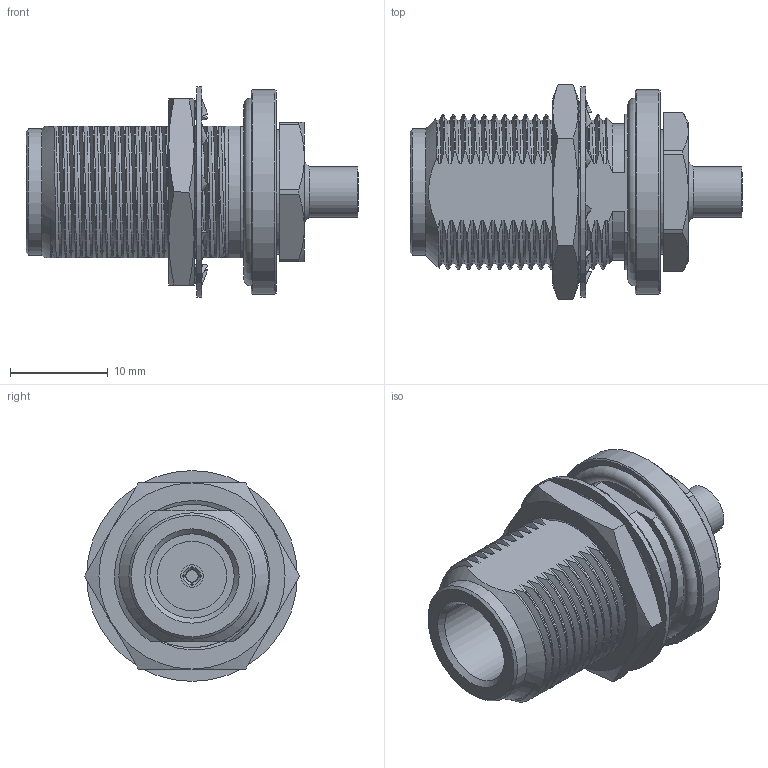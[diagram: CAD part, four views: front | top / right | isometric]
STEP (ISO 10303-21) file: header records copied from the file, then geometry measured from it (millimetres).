
FILE_DESCRIPTION (( 'STEP AP203' ), '1' );
FILE_NAME ('PE4654_3D.step', '2021-05-04T22:37:42', ( '' ), ( '' ), 'SwSTEP 2.0', 'SolidWorks 2020', '' );
FILE_SCHEMA (( 'CONFIG_CONTROL_DESIGN' ));
Products named in the file (1): PE4654_3D
Bounding box: 34 x 22 x 21.59 mm (x, y, z)
Volume: 5122.7 mm3; surface area: 4319.9 mm2
Topology: 4 solids, 4 shells, 308 faces, 893 edges, 600 vertices
Faces by surface type: bspline 148, cylinder 71, plane 55, cone 33, torus 1
Full cylindrical faces by diameter (mm): 1.27 x1, 2.286 x1, 3.7 x1, 5.224 x1, 7.112 x1, 8.636 x1, 12.7 x1, 12.94 x1, 15.892 x1, 19.625 x1, 21 x1, 21.59 x1
Entity records: 79528 total; most frequent: CARTESIAN_POINT 73242, ORIENTED_EDGE 1736, EDGE_CURVE 868, DIRECTION 727, VERTEX_POINT 594, B_SPLINE_CURVE_WITH_KNOTS 361, EDGE_LOOP 338, FACE_OUTER_BOUND 319
